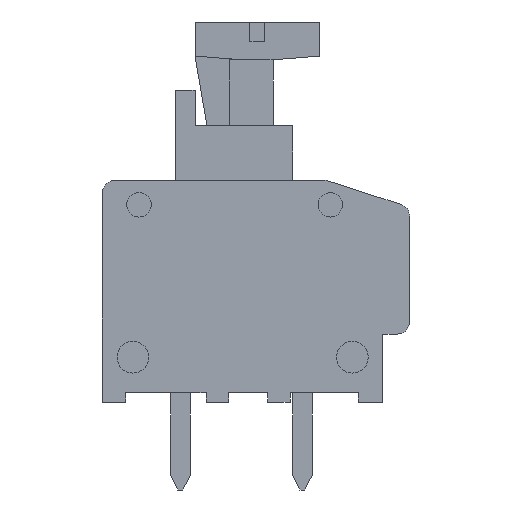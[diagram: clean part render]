
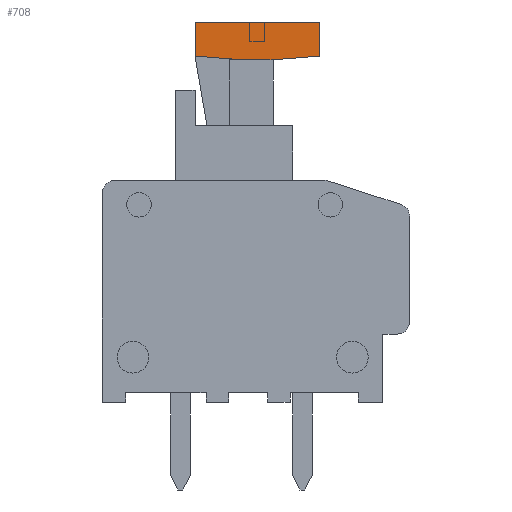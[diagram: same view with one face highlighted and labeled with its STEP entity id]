
A CAD part, left-side view. The second image highlights one B-rep face of the part: STEP entity #708.
In plain terms, the highlighted face is planar.
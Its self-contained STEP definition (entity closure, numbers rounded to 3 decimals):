
#708 = ADVANCED_FACE( '', ( #1364 ), #1365, .F. );
#1364 = FACE_OUTER_BOUND( '', #2069, .T. );
#1365 = PLANE( '', #2070 );
#2069 = EDGE_LOOP( '', ( #3333, #3334, #3335, #3336, #3337, #3338 ) );
#2070 = AXIS2_PLACEMENT_3D( '', #3339, #3340, #3341 );
#3333 = ORIENTED_EDGE( '', *, *, #4942, .T. );
#3334 = ORIENTED_EDGE( '', *, *, #4943, .T. );
#3335 = ORIENTED_EDGE( '', *, *, #4798, .F. );
#3336 = ORIENTED_EDGE( '', *, *, #4788, .F. );
#3337 = ORIENTED_EDGE( '', *, *, #4686, .F. );
#3338 = ORIENTED_EDGE( '', *, *, #4783, .F. );
#3339 = CARTESIAN_POINT( '', ( 2.1, 0., 0. ) );
#3340 = DIRECTION( '', ( -1., 0., 0. ) );
#3341 = DIRECTION( '', ( 0., 0., 1. ) );
#4686 = EDGE_CURVE( '', #5633, #5635, #5636, .T. );
#4783 = EDGE_CURVE( '', #5783, #5633, #5785, .T. );
#4788 = EDGE_CURVE( '', #5635, #5791, #5792, .T. );
#4798 = EDGE_CURVE( '', #5791, #5805, #5806, .T. );
#4942 = EDGE_CURVE( '', #5783, #6030, #6031, .T. );
#4943 = EDGE_CURVE( '', #6030, #5805, #6032, .T. );
#5633 = VERTEX_POINT( '', #6961 );
#5635 = VERTEX_POINT( '', #6964 );
#5636 = LINE( '', #6965, #6966 );
#5783 = VERTEX_POINT( '', #7173 );
#5785 = LINE( '', #7176, #7177 );
#5791 = VERTEX_POINT( '', #7185 );
#5792 = LINE( '', #7186, #7187 );
#5805 = VERTEX_POINT( '', #7206 );
#5806 = LINE( '', #7207, #7208 );
#6030 = VERTEX_POINT( '', #7529 );
#6031 = LINE( '', #7530, #7531 );
#6032 = LINE( '', #7532, #7533 );
#6961 = CARTESIAN_POINT( '', ( 2.1, -2.55, 5.315 ) );
#6964 = CARTESIAN_POINT( '', ( 2.1, 2.55, 5.315 ) );
#6965 = CARTESIAN_POINT( '', ( 2.1, -2.55, 5.315 ) );
#6966 = VECTOR( '', #8317, 1000. );
#7173 = CARTESIAN_POINT( '', ( 2.1, -2.55, 3.915 ) );
#7176 = CARTESIAN_POINT( '', ( 2.1, -2.55, 3.915 ) );
#7177 = VECTOR( '', #8421, 1000. );
#7185 = CARTESIAN_POINT( '', ( 2.1, 2.55, 3.915 ) );
#7186 = CARTESIAN_POINT( '', ( 2.1, 2.55, 5.315 ) );
#7187 = VECTOR( '', #8424, 1000. );
#7206 = CARTESIAN_POINT( '', ( 2.1, 0.65, 3.765 ) );
#7207 = CARTESIAN_POINT( '', ( 2.1, 0.65, 3.765 ) );
#7208 = VECTOR( '', #8431, 1000. );
#7529 = CARTESIAN_POINT( '', ( 2.1, -0.65, 3.765 ) );
#7530 = CARTESIAN_POINT( '', ( 2.1, -2.55, 3.915 ) );
#7531 = VECTOR( '', #8580, 1000. );
#7532 = CARTESIAN_POINT( '', ( 2.1, -0.65, 3.765 ) );
#7533 = VECTOR( '', #8581, 1000. );
#8317 = DIRECTION( '', ( 0., 1., 0. ) );
#8421 = DIRECTION( '', ( 0., 0., 1. ) );
#8424 = DIRECTION( '', ( 0., 0., -1. ) );
#8431 = DIRECTION( '', ( 0., -0.997, -0.079 ) );
#8580 = DIRECTION( '', ( 0., 0.997, -0.079 ) );
#8581 = DIRECTION( '', ( 0., 1., 0. ) );
